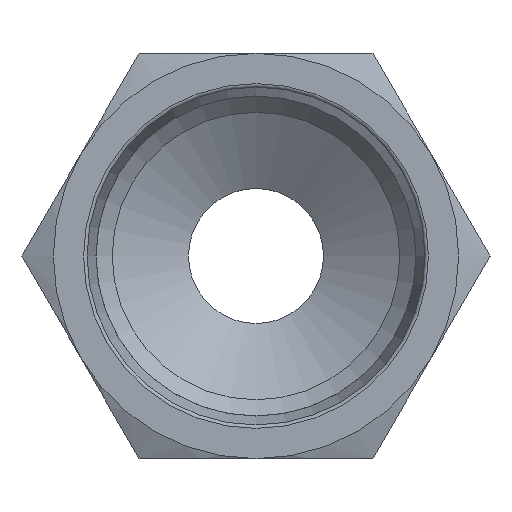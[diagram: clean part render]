
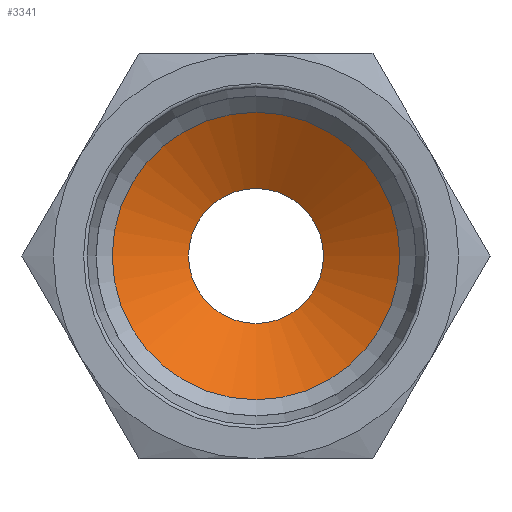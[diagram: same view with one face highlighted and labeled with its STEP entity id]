
A CAD part, left-side view. The second image highlights one B-rep face of the part: STEP entity #3341.
In plain terms, the highlighted free-form (B-spline) face has degree [1, 2] with [2, 9] control points.
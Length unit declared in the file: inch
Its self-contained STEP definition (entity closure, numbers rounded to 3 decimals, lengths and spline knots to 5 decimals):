
#3183=CARTESIAN_POINT('',(0.781,0.0,0.399));
#3184=VERTEX_POINT('',#3183);
#3185=CARTESIAN_POINT('',(0.781,0.0,0.0));
#3186=DIRECTION('',(-1.0,0.0,0.0));
#3187=DIRECTION('',(0.0,0.0,1.0));
#3188=AXIS2_PLACEMENT_3D('',#3185,#3186,#3187);
#3189=CIRCLE('',#3188,0.399);
#3190=EDGE_CURVE('',#3184,#3184,#3189,.T.);
#3301=CARTESIAN_POINT('',(0.781,0.,-0.399));
#3302=CARTESIAN_POINT('',(0.90808,0.,-0.1875));
#3303=CARTESIAN_POINT('',(0.781,-0.399,-0.399));
#3304=CARTESIAN_POINT('',(0.90808,-0.1875,-0.1875));
#3305=CARTESIAN_POINT('',(0.781,-0.399,0.));
#3306=CARTESIAN_POINT('',(0.90808,-0.1875,0.));
#3307=CARTESIAN_POINT('',(0.781,-0.399,0.399));
#3308=CARTESIAN_POINT('',(0.90808,-0.1875,0.1875));
#3309=CARTESIAN_POINT('',(0.781,0.,0.399));
#3310=CARTESIAN_POINT('',(0.90808,0.,0.1875));
#3311=CARTESIAN_POINT('',(0.781,0.399,0.399));
#3312=CARTESIAN_POINT('',(0.90808,0.1875,0.1875));
#3313=CARTESIAN_POINT('',(0.781,0.399,0.));
#3314=CARTESIAN_POINT('',(0.90808,0.1875,0.));
#3315=CARTESIAN_POINT('',(0.781,0.399,-0.399));
#3316=CARTESIAN_POINT('',(0.90808,0.1875,-0.1875));
#3317=CARTESIAN_POINT('',(0.781,0.,-0.399));
#3318=CARTESIAN_POINT('',(0.90808,0.,-0.1875));
#3326=(BOUNDED_SURFACE()B_SPLINE_SURFACE(1,2,((#3301,#3303,#3305,#3307,#3309,#3311,#3313,#3315,#3317),(#3302,#3304,#3306,#3308,#3310,#3312,#3314,#3316,#3318)),.UNSPECIFIED.,.F.,.T.,.U.)B_SPLINE_SURFACE_WITH_KNOTS((2,2),(3,2,2,2,3),(-1.16663,0.07017),(0.0,0.31337,0.62675,0.94012,1.2535),.UNSPECIFIED.)GEOMETRIC_REPRESENTATION_ITEM()RATIONAL_B_SPLINE_SURFACE(((1.0,0.707,1.0,0.707,1.0,0.707,1.0,0.707,1.0),(1.0,0.707,1.0,0.707,1.0,0.707,1.0,0.707,1.0)))REPRESENTATION_ITEM('')SURFACE());
#3327=CARTESIAN_POINT('',(0.90808,0.1875,0.));
#3328=VERTEX_POINT('',#3327);
#3329=CARTESIAN_POINT('',(0.90808,0.,0.));
#3330=DIRECTION('',(-1.0,0.0,0.0));
#3331=DIRECTION('',(0.0,-1.0,0.0));
#3332=AXIS2_PLACEMENT_3D('',#3329,#3330,#3331);
#3333=CIRCLE('',#3332,0.1875);
#3334=EDGE_CURVE('',#3328,#3328,#3333,.T.);
#3335=ORIENTED_EDGE('',*,*,#3334,.F.);
#3336=EDGE_LOOP('',(#3335));
#3337=FACE_OUTER_BOUND('',#3336,.T.);
#3338=ORIENTED_EDGE('',*,*,#3190,.T.);
#3339=EDGE_LOOP('',(#3338));
#3340=FACE_BOUND('',#3339,.T.);
#3341=ADVANCED_FACE('',(#3337,#3340),#3326,.F.);
